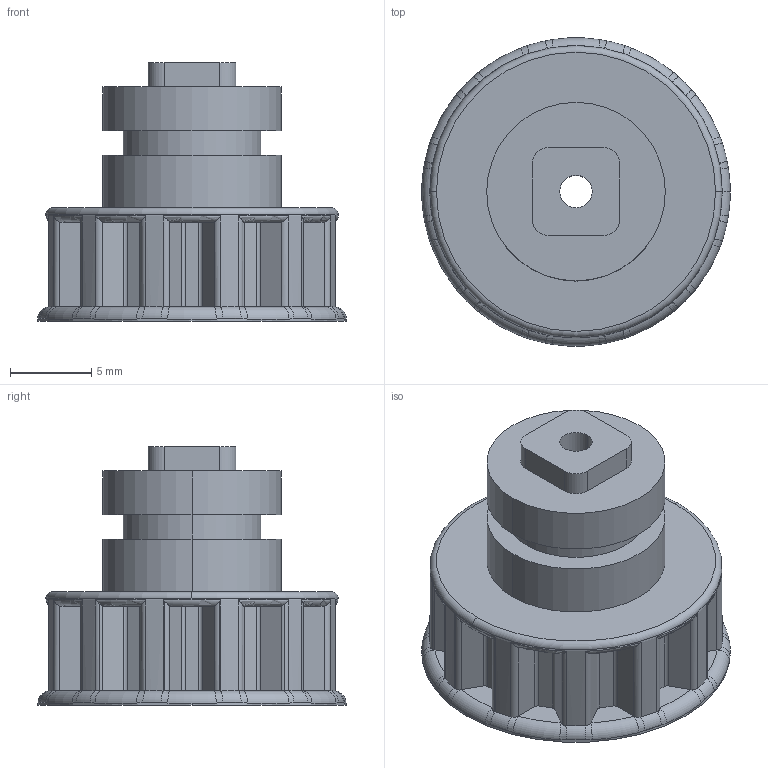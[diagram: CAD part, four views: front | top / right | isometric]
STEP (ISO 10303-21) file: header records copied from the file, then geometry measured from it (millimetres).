
FILE_DESCRIPTION (( 'STEP AP203' ), '1' );
FILE_NAME ('20.) Drive Shaft 3.3.STEP', '2023-09-26T15:37:31', ( '' ), ( '' ), 'SwSTEP 2.0', 'SolidWorks 2023', '' );
FILE_SCHEMA (( 'CONFIG_CONTROL_DESIGN' ));
Length unit declared in the file: millimetre
Products named in the file (1): 20.) Drive Shaft 3.3
Bounding box: 19 x 19 x 15.95 mm (x, y, z)
Volume: 2145.5 mm3; surface area: 1614 mm2
Topology: 1 solids, 1 shells, 218 faces, 576 edges, 366 vertices
Faces by surface type: cylinder 78, plane 74, torus 40, bspline 24, cone 2
Entity records: 7517 total; most frequent: CARTESIAN_POINT 2039, DIRECTION 1170, ORIENTED_EDGE 1152, EDGE_CURVE 576, AXIS2_PLACEMENT_3D 477, VERTEX_POINT 366, CIRCLE 282, EDGE_LOOP 226
